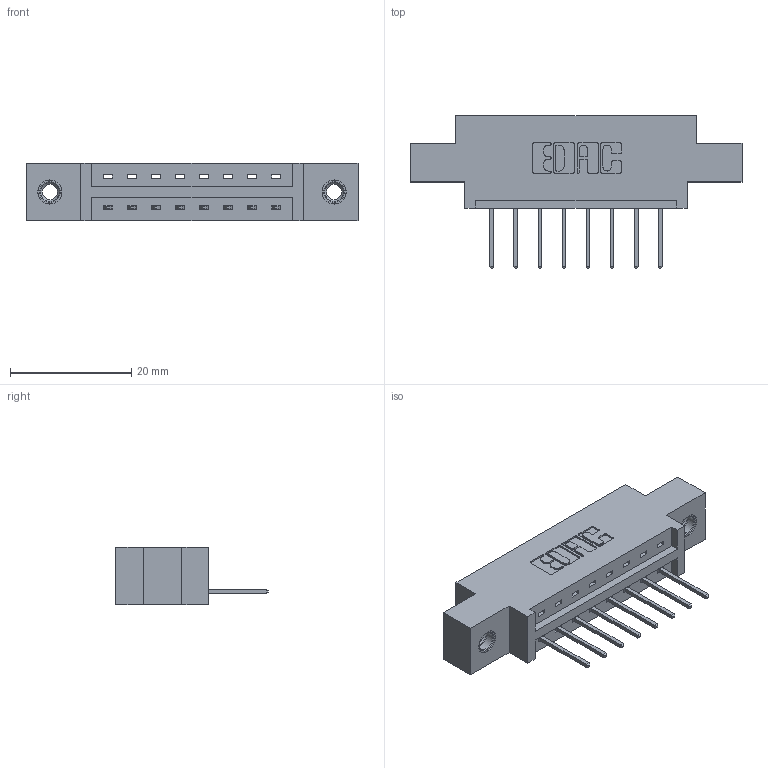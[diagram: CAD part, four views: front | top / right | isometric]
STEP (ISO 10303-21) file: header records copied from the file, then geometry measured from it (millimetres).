
FILE_DESCRIPTION (( 'STEP AP203' ), '1' );
FILE_NAME ('337-008-523-607.STEP', '2019-09-27T18:51:29', ( '' ), ( '' ), 'SwSTEP 2.0', 'SolidWorks 2016', '' );
FILE_SCHEMA (( 'CONFIG_CONTROL_DESIGN' ));
Length unit declared in the file: inch
Products named in the file (4): 337-008-523-607; 345-292-001_345-293-123; 337 Part_0.170 Offset - 0.156 Dia-TI; 345-250-001_345-250-005-103
Assembly tree (11 placements, depth 2):
  337-008-523-607
    337 Part_0.170 Offset - 0.156 Dia-TI
    345-292-001_345-293-123  x8
    345-250-001_345-250-005-103  x2
Bounding box: 54.71 x 25.15 x 9.4 mm (x, y, z)
Volume: 5126.8 mm3; surface area: 5253.6 mm2
Topology: 11 solids, 11 shells, 674 faces, 1963 edges, 1290 vertices
Faces by surface type: plane 474, cylinder 184, cone 12, torus 4
Entity records: 11680 total; most frequent: CARTESIAN_POINT 2013, ORIENTED_EDGE 1950, DIRECTION 1797, EDGE_CURVE 975, LINE 827, VECTOR 827, VERTEX_POINT 644, AXIS2_PLACEMENT_3D 485
